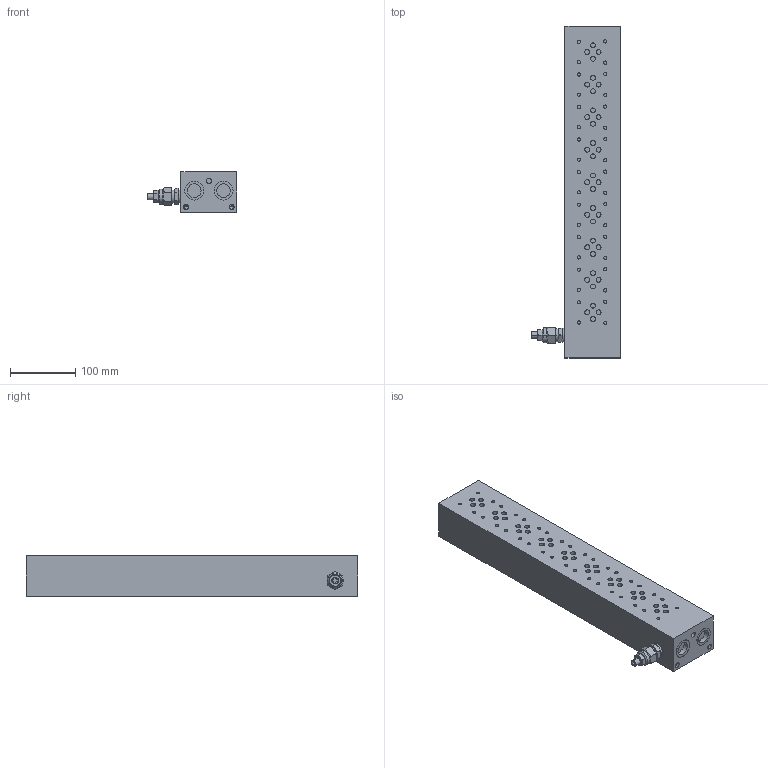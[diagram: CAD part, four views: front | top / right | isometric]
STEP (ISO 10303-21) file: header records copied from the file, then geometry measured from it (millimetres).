
FILE_DESCRIPTION( ( 'STEP AP214' ), '1' );
FILE_NAME( 'tmp0.step', '2010-04-14T15:34:16', ( ' ' ), ( ' ' ), 'XStep 1.0', ' ', ' ' );
FILE_SCHEMA( ( 'automotive_design' ) );
Length unit declared in the file: millimetre
Products named in the file (2): 1; 2
Bounding box: 138 x 510 x 62 mm (x, y, z)
Volume: 2664605.7 mm3; surface area: 191894.2 mm2
Topology: 2 solids, 20 shells, 627 faces, 1416 edges, 874 vertices
Faces by surface type: cylinder 284, plane 231, cone 112
Entity records: 33236 total; most frequent: DIRECTION 3186, CARTESIAN_POINT 3143, STYLED_ITEM 2835, PRESENTATION_STYLE_ASSIGNMENT 2835, COLOUR_RGB 2835, ORIENTED_EDGE 2664, EDGE_CURVE 1332, CURVE_STYLE 1332
